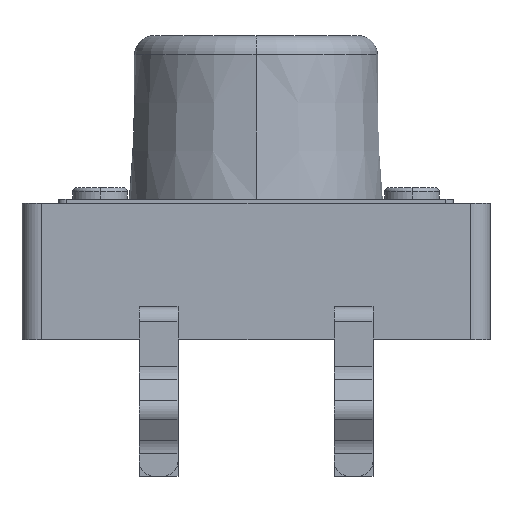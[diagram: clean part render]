
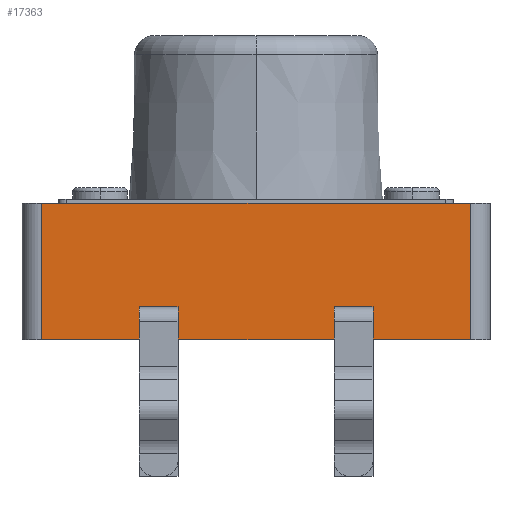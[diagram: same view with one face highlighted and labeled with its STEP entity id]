
A CAD part, left-side view. The second image highlights one B-rep face of the part: STEP entity #17363.
In plain terms, the highlighted planar face has unit normal (-1, 0, 0).
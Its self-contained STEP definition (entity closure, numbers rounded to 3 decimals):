
#69 = VECTOR ( 'NONE', #13021, 1000. ) ;
#153 = AXIS2_PLACEMENT_3D ( 'NONE', #12733, #11038, #2007 ) ;
#320 = EDGE_CURVE ( 'NONE', #14270, #3442, #9646, .T. ) ;
#414 = VECTOR ( 'NONE', #13656, 1000. ) ;
#434 = VECTOR ( 'NONE', #2939, 1000. ) ;
#649 = CARTESIAN_POINT ( 'NONE',  ( -6., 3., 0.7 ) ) ;
#907 = LINE ( 'NONE', #6951, #13936 ) ;
#966 = EDGE_CURVE ( 'NONE', #12348, #9792, #10479, .T. ) ;
#1158 = EDGE_LOOP ( 'NONE', ( #5325, #2014, #6226, #3128 ) ) ;
#1244 = EDGE_CURVE ( 'NONE', #9003, #8980, #16863, .T. ) ;
#1548 = EDGE_CURVE ( 'NONE', #14462, #16658, #3569, .T. ) ;
#1711 = FACE_BOUND ( 'NONE', #10962, .T. ) ;
#1923 = EDGE_CURVE ( 'NONE', #14462, #9003, #15455, .T. ) ;
#2007 = DIRECTION ( 'NONE',  ( 0., 1., 0. ) ) ;
#2014 = ORIENTED_EDGE ( 'NONE', *, *, #11905, .T. ) ;
#2060 = EDGE_CURVE ( 'NONE', #3442, #13387, #5127, .T. ) ;
#2939 = DIRECTION ( 'NONE',  ( 0., -1., 0. ) ) ;
#2980 = VECTOR ( 'NONE', #19089, 1000. ) ;
#3128 = ORIENTED_EDGE ( 'NONE', *, *, #1923, .T. ) ;
#3227 = CARTESIAN_POINT ( 'NONE',  ( -6., 2., 1. ) ) ;
#3375 = CARTESIAN_POINT ( 'NONE',  ( -6., 5.5, 3.65 ) ) ;
#3436 = DIRECTION ( 'NONE',  ( 0., 0., -1. ) ) ;
#3442 = VERTEX_POINT ( 'NONE', #17862 ) ;
#3545 = ORIENTED_EDGE ( 'NONE', *, *, #13042, .F. ) ;
#3569 = LINE ( 'NONE', #15794, #69 ) ;
#4567 = DIRECTION ( 'NONE',  ( 0., 0., 1. ) ) ;
#5127 = LINE ( 'NONE', #649, #17549 ) ;
#5325 = ORIENTED_EDGE ( 'NONE', *, *, #1244, .T. ) ;
#5406 = VERTEX_POINT ( 'NONE', #19018 ) ;
#5658 = CARTESIAN_POINT ( 'NONE',  ( -6., -2., 0.7 ) ) ;
#5966 = EDGE_LOOP ( 'NONE', ( #17425, #16369, #7246, #11056 ) ) ;
#6033 = CARTESIAN_POINT ( 'NONE',  ( -6., 5.5, 3.65 ) ) ;
#6226 = ORIENTED_EDGE ( 'NONE', *, *, #1548, .F. ) ;
#6344 = DIRECTION ( 'NONE',  ( 0., 0., 1. ) ) ;
#6440 = EDGE_CURVE ( 'NONE', #17155, #12348, #16060, .T. ) ;
#6444 = DIRECTION ( 'NONE',  ( 0., -1., 0. ) ) ;
#6951 = CARTESIAN_POINT ( 'NONE',  ( -6., 2., 0.7 ) ) ;
#7221 = CARTESIAN_POINT ( 'NONE',  ( -6., -3., 1. ) ) ;
#7246 = ORIENTED_EDGE ( 'NONE', *, *, #13088, .F. ) ;
#7567 = PLANE ( 'NONE',  #153 ) ;
#7916 = CARTESIAN_POINT ( 'NONE',  ( -6., 6., 0.15 ) ) ;
#8017 = VECTOR ( 'NONE', #6344, 1000. ) ;
#8401 = DIRECTION ( 'NONE',  ( 0., 0., -1. ) ) ;
#8980 = VERTEX_POINT ( 'NONE', #19117 ) ;
#9003 = VERTEX_POINT ( 'NONE', #13061 ) ;
#9313 = CARTESIAN_POINT ( 'NONE',  ( -6., -3., 0.7 ) ) ;
#9646 = LINE ( 'NONE', #14111, #2980 ) ;
#9722 = LINE ( 'NONE', #17070, #8017 ) ;
#9775 = VECTOR ( 'NONE', #16501, 1000. ) ;
#9792 = VERTEX_POINT ( 'NONE', #15248 ) ;
#9944 = EDGE_CURVE ( 'NONE', #15429, #17155, #19313, .T. ) ;
#10479 = LINE ( 'NONE', #16522, #434 ) ;
#10798 = LINE ( 'NONE', #12202, #18449 ) ;
#10962 = EDGE_LOOP ( 'NONE', ( #18928, #17210, #15424, #3545 ) ) ;
#11038 = DIRECTION ( 'NONE',  ( 1., 0., 0. ) ) ;
#11056 = ORIENTED_EDGE ( 'NONE', *, *, #2060, .F. ) ;
#11120 = EDGE_CURVE ( 'NONE', #5406, #14270, #907, .T. ) ;
#11775 = CARTESIAN_POINT ( 'NONE',  ( -6., -3., 1. ) ) ;
#11905 = EDGE_CURVE ( 'NONE', #8980, #16658, #9722, .T. ) ;
#12015 = DIRECTION ( 'NONE',  ( 0., -1., 0. ) ) ;
#12052 = FACE_BOUND ( 'NONE', #5966, .T. ) ;
#12202 = CARTESIAN_POINT ( 'NONE',  ( -6., 3., 0.7 ) ) ;
#12348 = VERTEX_POINT ( 'NONE', #13474 ) ;
#12435 = VECTOR ( 'NONE', #8401, 1000. ) ;
#12733 = CARTESIAN_POINT ( 'NONE',  ( -6., 6., 3.65 ) ) ;
#13021 = DIRECTION ( 'NONE',  ( 0., -1., 0. ) ) ;
#13042 = EDGE_CURVE ( 'NONE', #9792, #15429, #13504, .T. ) ;
#13061 = CARTESIAN_POINT ( 'NONE',  ( -6., 5.5, 0.15 ) ) ;
#13088 = EDGE_CURVE ( 'NONE', #13387, #5406, #10798, .T. ) ;
#13387 = VERTEX_POINT ( 'NONE', #13743 ) ;
#13474 = CARTESIAN_POINT ( 'NONE',  ( -6., -2., 0.7 ) ) ;
#13504 = LINE ( 'NONE', #9313, #13686 ) ;
#13656 = DIRECTION ( 'NONE',  ( 0., 0., -1. ) ) ;
#13686 = VECTOR ( 'NONE', #4567, 1000. ) ;
#13743 = CARTESIAN_POINT ( 'NONE',  ( -6., 3., 0.7 ) ) ;
#13936 = VECTOR ( 'NONE', #14609, 1000. ) ;
#14111 = CARTESIAN_POINT ( 'NONE',  ( -6., 3., 1. ) ) ;
#14270 = VERTEX_POINT ( 'NONE', #3227 ) ;
#14462 = VERTEX_POINT ( 'NONE', #3375 ) ;
#14609 = DIRECTION ( 'NONE',  ( 0., 0., 1. ) ) ;
#15248 = CARTESIAN_POINT ( 'NONE',  ( -6., -3., 0.7 ) ) ;
#15424 = ORIENTED_EDGE ( 'NONE', *, *, #9944, .F. ) ;
#15429 = VERTEX_POINT ( 'NONE', #7221 ) ;
#15455 = LINE ( 'NONE', #6033, #414 ) ;
#15540 = CARTESIAN_POINT ( 'NONE',  ( -6., -2., 1. ) ) ;
#15794 = CARTESIAN_POINT ( 'NONE',  ( -6., 6., 3.65 ) ) ;
#16060 = LINE ( 'NONE', #5658, #12435 ) ;
#16369 = ORIENTED_EDGE ( 'NONE', *, *, #11120, .F. ) ;
#16501 = DIRECTION ( 'NONE',  ( 0., 1., 0. ) ) ;
#16522 = CARTESIAN_POINT ( 'NONE',  ( -6., -3., 0.7 ) ) ;
#16658 = VERTEX_POINT ( 'NONE', #16985 ) ;
#16863 = LINE ( 'NONE', #7916, #18157 ) ;
#16985 = CARTESIAN_POINT ( 'NONE',  ( -6., -5.5, 3.65 ) ) ;
#17070 = CARTESIAN_POINT ( 'NONE',  ( -6., -5.5, 3.65 ) ) ;
#17155 = VERTEX_POINT ( 'NONE', #15540 ) ;
#17210 = ORIENTED_EDGE ( 'NONE', *, *, #6440, .F. ) ;
#17363 = ADVANCED_FACE ( 'NONE', ( #12052, #18105, #1711 ), #7567, .F. ) ;
#17425 = ORIENTED_EDGE ( 'NONE', *, *, #320, .F. ) ;
#17549 = VECTOR ( 'NONE', #3436, 1000. ) ;
#17862 = CARTESIAN_POINT ( 'NONE',  ( -6., 3., 1. ) ) ;
#18105 = FACE_OUTER_BOUND ( 'NONE', #1158, .T. ) ;
#18157 = VECTOR ( 'NONE', #6444, 1000. ) ;
#18449 = VECTOR ( 'NONE', #12015, 1000. ) ;
#18928 = ORIENTED_EDGE ( 'NONE', *, *, #966, .F. ) ;
#19018 = CARTESIAN_POINT ( 'NONE',  ( -6., 2., 0.7 ) ) ;
#19089 = DIRECTION ( 'NONE',  ( 0., 1., 0. ) ) ;
#19117 = CARTESIAN_POINT ( 'NONE',  ( -6., -5.5, 0.15 ) ) ;
#19313 = LINE ( 'NONE', #11775, #9775 ) ;
